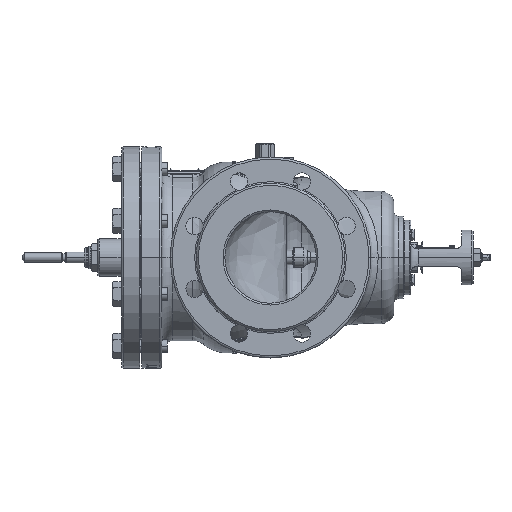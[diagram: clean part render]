
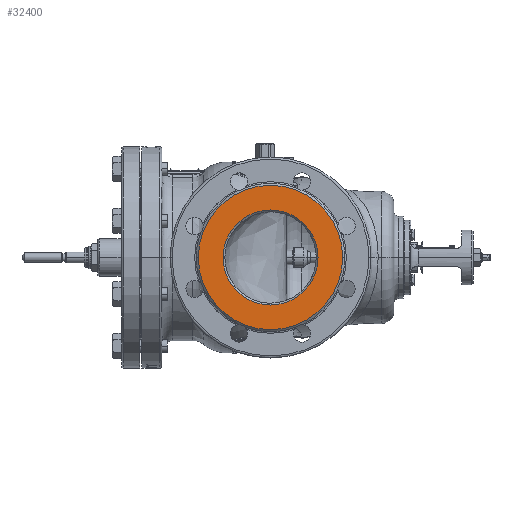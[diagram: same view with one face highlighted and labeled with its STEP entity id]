
A CAD part, left-side view. The second image highlights one B-rep face of the part: STEP entity #32400.
In plain terms, the highlighted planar face has unit normal (-1, 0, 0).
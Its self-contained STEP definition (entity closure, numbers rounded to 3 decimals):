
#1266=CARTESIAN_POINT('',(-175.,0.,0.));
#1267=DIRECTION('',(1.,0.,0.));
#1268=DIRECTION('',(0.,-1.,0.));
#1269=AXIS2_PLACEMENT_3D('',#1266,#1267,#1268);
#1398=CARTESIAN_POINT('',(-175.,0.,0.));
#1399=DIRECTION('',(1.,0.,0.));
#1400=DIRECTION('',(0.,1.,0.));
#1401=AXIS2_PLACEMENT_3D('',#1398,#1399,#1400);
#1466=CARTESIAN_POINT('',(-175.,0.,0.));
#1467=DIRECTION('',(-1.,0.,0.));
#1468=DIRECTION('',(0.,-1.,0.));
#1469=AXIS2_PLACEMENT_3D('',#1466,#1467,#1468);
#1474=CARTESIAN_POINT('',(-175.,0.,0.));
#1475=DIRECTION('',(-1.,0.,0.));
#1476=DIRECTION('',(0.,1.,0.));
#1477=AXIS2_PLACEMENT_3D('',#1474,#1475,#1476);
#27879=CARTESIAN_POINT('',(-175.,79.,0.));
#27880=CARTESIAN_POINT('',(-175.,-79.,0.));
#27881=VERTEX_POINT('',#27879);
#27882=VERTEX_POINT('',#27880);
#29975=CARTESIAN_POINT('',(-175.,-52.,0.));
#29976=CARTESIAN_POINT('',(-175.,52.,0.));
#29977=VERTEX_POINT('',#29975);
#29978=VERTEX_POINT('',#29976);
#32385=CARTESIAN_POINT('',(-175.,0.,0.));
#32386=DIRECTION('',(1.,0.,0.));
#32387=DIRECTION('',(0.,-1.,0.));
#32388=AXIS2_PLACEMENT_3D('',#32385,#32386,#32387);
#32389=PLANE('',#32388);
#32390=ORIENTED_EDGE('',*,*,#32342,.T.);
#32391=ORIENTED_EDGE('',*,*,#32285,.T.);
#32392=EDGE_LOOP('',(#32390,#32391));
#32393=FACE_OUTER_BOUND('',#32392,.F.);
#32395=ORIENTED_EDGE('',*,*,#32394,.T.);
#32397=ORIENTED_EDGE('',*,*,#32396,.T.);
#32398=EDGE_LOOP('',(#32395,#32397));
#32399=FACE_BOUND('',#32398,.F.);
#1270=CIRCLE('',#1269,79.);
#1402=CIRCLE('',#1401,79.);
#1470=CIRCLE('',#1469,52.);
#1478=CIRCLE('',#1477,52.);
#32285=EDGE_CURVE('',#27882,#27881,#1270,.T.);
#32342=EDGE_CURVE('',#27881,#27882,#1402,.T.);
#32394=EDGE_CURVE('',#29977,#29978,#1470,.T.);
#32396=EDGE_CURVE('',#29978,#29977,#1478,.T.);
#32400=ADVANCED_FACE('',(#32393,#32399),#32389,.F.);
